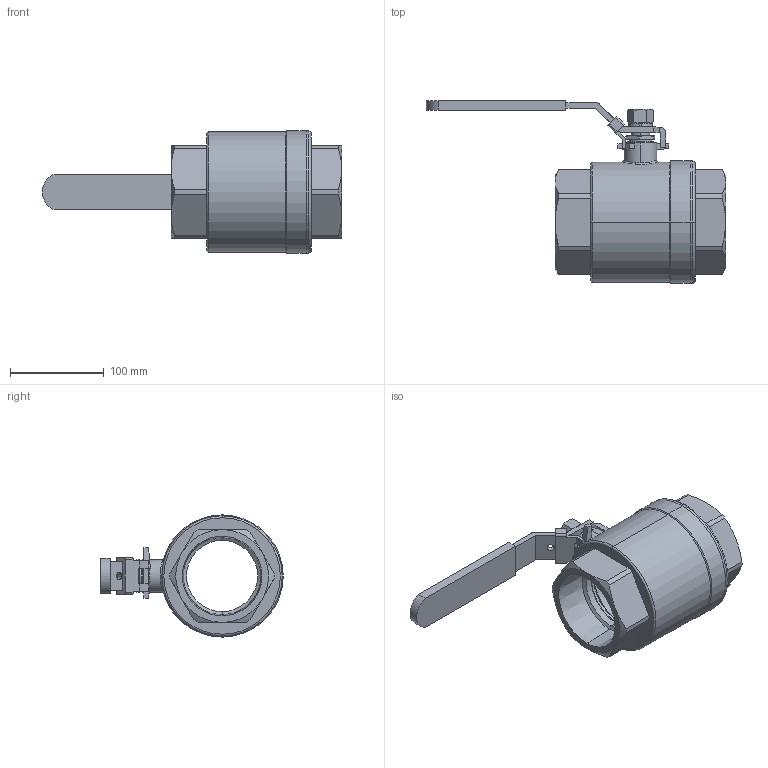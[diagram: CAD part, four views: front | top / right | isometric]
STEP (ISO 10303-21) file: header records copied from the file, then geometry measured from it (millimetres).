
FILE_DESCRIPTION((''),'2;1');
FILE_NAME('3QF278_ASM','2025-02-14T12:24:24',('Bruger'),(''),'CREO PARAMETRIC BY PTC INC, 2022414','CREO PARAMETRIC BY PTC INC, 2022414','');
FILE_SCHEMA(('CONFIG_CONTROL_DESIGN'));
Length unit declared in the file: millimetre
Products named in the file (15): SPRING_LOCK_WASHERS--NORMAL_TYP; _40001; _30001; 2120001_ASM; QF278_300; 300; 212M270001; 30002; HEX_NUTS__STYLE_1-GRADES_AB_GB_; _3000; 2120002; 21200; A2N2120001; 3QF278_ASM
Assembly tree (15 placements, depth 3):
  3QF278_ASM
    SPRING_LOCK_WASHERS--NORMAL_TYP
    2120001_ASM
      _40001
      _30001
    QF278_300
    300
    212M270001
    30002
    HEX_NUTS__STYLE_1-GRADES_AB_GB_
    _3000  x2
    300
    2120002
    21200
    A2N2120001
Bounding box: 319.5 x 194.75 x 130.5 mm (x, y, z)
Volume: 1107825 mm3; surface area: 293213.9 mm2
Topology: 14 solids, 14 shells, 320 faces, 751 edges, 476 vertices
Faces by surface type: plane 144, cylinder 105, cone 55, torus 10, sphere 4, bspline 2
Entity records: 10057 total; most frequent: CARTESIAN_POINT 2493, DIRECTION 1612, ORIENTED_EDGE 1454, EDGE_CURVE 727, AXIS2_PLACEMENT_3D 624, VERTEX_POINT 462, VECTOR 364, LINE 364
